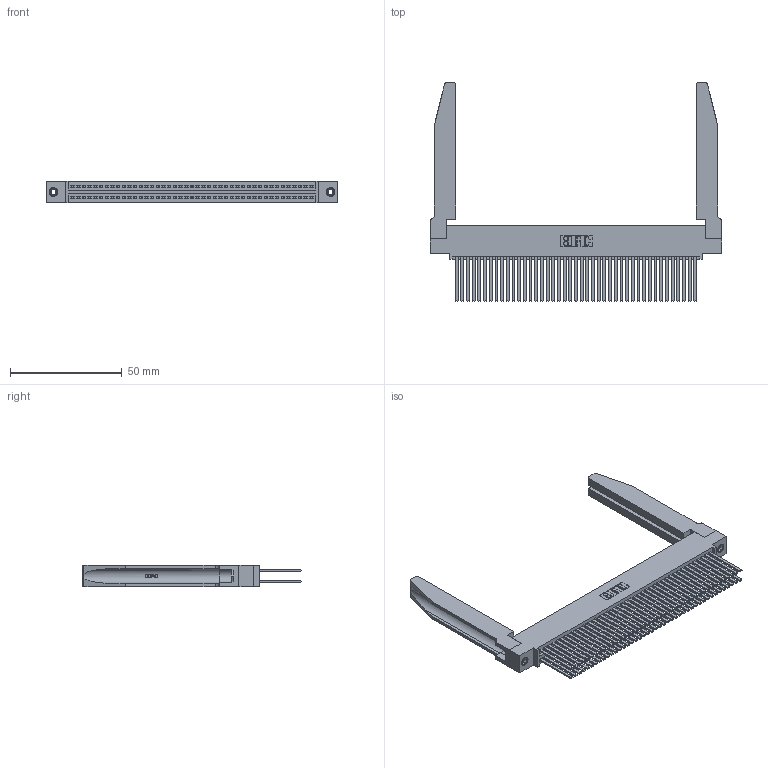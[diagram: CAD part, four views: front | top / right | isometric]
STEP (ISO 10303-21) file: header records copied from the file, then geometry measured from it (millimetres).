
FILE_DESCRIPTION (( 'STEP AP203' ), '1' );
FILE_NAME ('345-086-544-578.STEP', '2019-11-01T08:24:00', ( '' ), ( '' ), 'SwSTEP 2.0', 'SolidWorks 2016', '' );
FILE_SCHEMA (( 'CONFIG_CONTROL_DESIGN' ));
Length unit declared in the file: inch
Products named in the file (5): 345-220-078_345-220-078; 345 Part_0.110 Offset - 0.156 Dia-TH; 345-292-001_345-293-144; 345-086-544-578; 345-250-001_345-250-001-102
Assembly tree (91 placements, depth 2):
  345-086-544-578
    345 Part_0.110 Offset - 0.156 Dia-TH
    345-292-001_345-293-144  x86
    345-250-001_345-250-001-102  x2
    345-220-078_345-220-078  x2
Bounding box: 130.45 x 97.71 x 9.4 mm (x, y, z)
Volume: 21584.4 mm3; surface area: 30903.4 mm2
Topology: 91 solids, 91 shells, 4148 faces, 12227 edges, 8026 vertices
Faces by surface type: plane 2720, cylinder 1376, bspline 36, cone 12, torus 4
Entity records: 38292 total; most frequent: CARTESIAN_POINT 7335, ORIENTED_EDGE 6166, DIRECTION 5457, EDGE_CURVE 3083, LINE 2689, VECTOR 2689, VERTEX_POINT 2048, AXIS2_PLACEMENT_3D 1384
